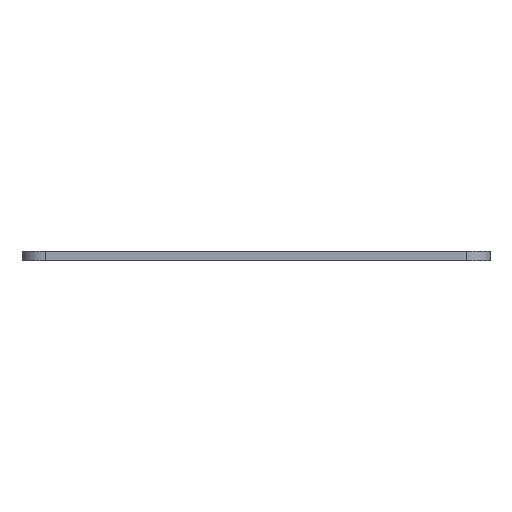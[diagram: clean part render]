
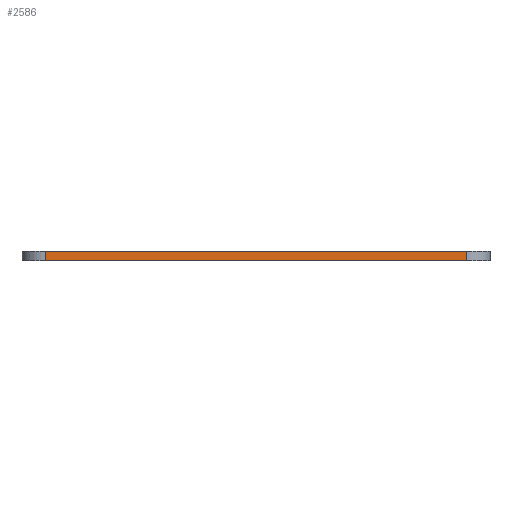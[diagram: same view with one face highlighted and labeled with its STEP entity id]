
A CAD part, front view. The second image highlights one B-rep face of the part: STEP entity #2586.
In plain terms, the highlighted planar face has unit normal (0, -1, 0).
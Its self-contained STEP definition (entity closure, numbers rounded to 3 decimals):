
#11 = EDGE_CURVE ( 'NONE', #1512, #1385, #943, .T. ) ;
#34 = VERTEX_POINT ( 'NONE', #2346 ) ;
#36 = CARTESIAN_POINT ( 'NONE',  ( 30., 695., 0. ) ) ;
#75 = VECTOR ( 'NONE', #2155, 1000. ) ;
#331 = FACE_OUTER_BOUND ( 'NONE', #2843, .T. ) ;
#411 = CARTESIAN_POINT ( 'NONE',  ( -150., 695., 4. ) ) ;
#420 = LINE ( 'NONE', #2860, #2578 ) ;
#451 = EDGE_CURVE ( 'NONE', #1385, #2903, #420, .T. ) ;
#456 = CARTESIAN_POINT ( 'NONE',  ( -160., 695., 4. ) ) ;
#604 = CARTESIAN_POINT ( 'NONE',  ( -150., 695., 0. ) ) ;
#701 = DIRECTION ( 'NONE',  ( 0., 0., 1. ) ) ;
#709 = DIRECTION ( 'NONE',  ( 1., 0., 0. ) ) ;
#800 = ORIENTED_EDGE ( 'NONE', *, *, #11, .T. ) ;
#926 = CARTESIAN_POINT ( 'NONE',  ( -150., 695., 4. ) ) ;
#943 = LINE ( 'NONE', #926, #75 ) ;
#1097 = ORIENTED_EDGE ( 'NONE', *, *, #1162, .T. ) ;
#1116 = VECTOR ( 'NONE', #701, 1000. ) ;
#1162 = EDGE_CURVE ( 'NONE', #2903, #34, #2403, .T. ) ;
#1266 = VECTOR ( 'NONE', #1625, 1000. ) ;
#1278 = PLANE ( 'NONE',  #2934 ) ;
#1351 = ORIENTED_EDGE ( 'NONE', *, *, #1585, .F. ) ;
#1385 = VERTEX_POINT ( 'NONE', #604 ) ;
#1457 = DIRECTION ( 'NONE',  ( 0., 1., 0. ) ) ;
#1512 = VERTEX_POINT ( 'NONE', #411 ) ;
#1576 = DIRECTION ( 'NONE',  ( 0., 0., 1. ) ) ;
#1585 = EDGE_CURVE ( 'NONE', #1512, #34, #2335, .T. ) ;
#1625 = DIRECTION ( 'NONE',  ( 1., 0., 0. ) ) ;
#1761 = CARTESIAN_POINT ( 'NONE',  ( -160., 695., 4. ) ) ;
#2116 = CARTESIAN_POINT ( 'NONE',  ( 30., 695., 4. ) ) ;
#2155 = DIRECTION ( 'NONE',  ( 0., 0., -1. ) ) ;
#2335 = LINE ( 'NONE', #456, #1266 ) ;
#2346 = CARTESIAN_POINT ( 'NONE',  ( 30., 695., 4. ) ) ;
#2403 = LINE ( 'NONE', #2116, #1116 ) ;
#2526 = ORIENTED_EDGE ( 'NONE', *, *, #451, .T. ) ;
#2578 = VECTOR ( 'NONE', #709, 1000. ) ;
#2586 = ADVANCED_FACE ( 'NONE', ( #331 ), #1278, .F. ) ;
#2843 = EDGE_LOOP ( 'NONE', ( #1351, #800, #2526, #1097 ) ) ;
#2860 = CARTESIAN_POINT ( 'NONE',  ( -160., 695., 0. ) ) ;
#2903 = VERTEX_POINT ( 'NONE', #36 ) ;
#2934 = AXIS2_PLACEMENT_3D ( 'NONE', #1761, #1457, #1576 ) ;
